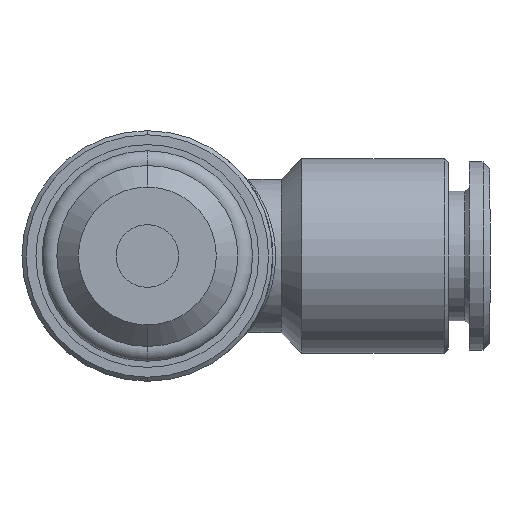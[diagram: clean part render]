
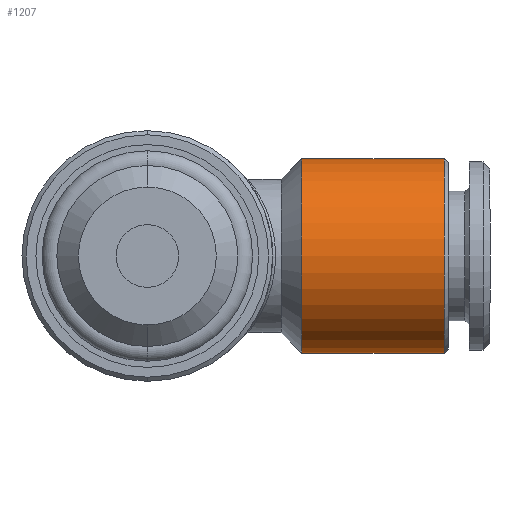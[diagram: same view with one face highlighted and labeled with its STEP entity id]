
A CAD part, front view. The second image highlights one B-rep face of the part: STEP entity #1207.
In plain terms, the highlighted cylindrical face has radius 7 mm (diameter 14 mm), a partial arc.
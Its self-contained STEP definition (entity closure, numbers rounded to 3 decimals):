
#87 = EDGE_CURVE ( 'NONE', #292, #284, #1426, .T. ) ;
#284 = VERTEX_POINT ( 'NONE', #2335 ) ;
#288 = EDGE_CURVE ( 'NONE', #297, #291, #2387, .T. ) ;
#291 = VERTEX_POINT ( 'NONE', #2328 ) ;
#292 = VERTEX_POINT ( 'NONE', #2327 ) ;
#297 = VERTEX_POINT ( 'NONE', #2340 ) ;
#1206 = EDGE_CURVE ( 'NONE', #291, #284, #4089, .T. ) ;
#1207 = ADVANCED_FACE ( 'NONE', ( #4084 ), #4081, .T. ) ;
#1208 = EDGE_LOOP ( 'NONE', ( #1221, #1222, #1271, #1272 ) ) ;
#1221 = ORIENTED_EDGE ( 'NONE', *, *, #288, .F. ) ;
#1222 = ORIENTED_EDGE ( 'NONE', *, *, #1223, .T. ) ;
#1223 = EDGE_CURVE ( 'NONE', #297, #292, #4151, .T. ) ;
#1271 = ORIENTED_EDGE ( 'NONE', *, *, #87, .T. ) ;
#1272 = ORIENTED_EDGE ( 'NONE', *, *, #1206, .F. ) ;
#1423 = DIRECTION ( 'NONE',  ( -1., 0., 0. ) ) ;
#1424 = VECTOR ( 'NONE', #1423, 1000. ) ;
#1425 = CARTESIAN_POINT ( 'NONE',  ( -5.577, 17.7, 7. ) ) ;
#1426 = LINE ( 'NONE', #1425, #1424 ) ;
#2327 = CARTESIAN_POINT ( 'NONE',  ( 21.3, 17.7, 7. ) ) ;
#2328 = CARTESIAN_POINT ( 'NONE',  ( 11.1, 17.7, -7. ) ) ;
#2331 = DIRECTION ( 'NONE',  ( -1., 0., 0. ) ) ;
#2332 = VECTOR ( 'NONE', #2331, 1000. ) ;
#2333 = CARTESIAN_POINT ( 'NONE',  ( -5.577, 17.7, -7. ) ) ;
#2335 = CARTESIAN_POINT ( 'NONE',  ( 11.1, 17.7, 7. ) ) ;
#2340 = CARTESIAN_POINT ( 'NONE',  ( 21.3, 17.7, -7. ) ) ;
#2387 = LINE ( 'NONE', #2333, #2332 ) ;
#4081 = CYLINDRICAL_SURFACE ( 'NONE', #4083, 7. ) ;
#4082 = CARTESIAN_POINT ( 'NONE',  ( -5.577, 17.7, 0. ) ) ;
#4083 = AXIS2_PLACEMENT_3D ( 'NONE', #4082, #4153, #4152 ) ;
#4084 = FACE_OUTER_BOUND ( 'NONE', #1208, .T. ) ;
#4085 = DIRECTION ( 'NONE',  ( 0., 0., 1. ) ) ;
#4086 = DIRECTION ( 'NONE',  ( -1., 0., 0. ) ) ;
#4087 = CARTESIAN_POINT ( 'NONE',  ( 11.1, 17.7, 0. ) ) ;
#4088 = AXIS2_PLACEMENT_3D ( 'NONE', #4087, #4086, #4085 ) ;
#4089 = CIRCLE ( 'NONE', #4088, 7. ) ;
#4147 = DIRECTION ( 'NONE',  ( 0., 0., 1. ) ) ;
#4148 = DIRECTION ( 'NONE',  ( -1., 0., 0. ) ) ;
#4149 = CARTESIAN_POINT ( 'NONE',  ( 21.3, 17.7, 0. ) ) ;
#4150 = AXIS2_PLACEMENT_3D ( 'NONE', #4149, #4148, #4147 ) ;
#4151 = CIRCLE ( 'NONE', #4150, 7. ) ;
#4152 = DIRECTION ( 'NONE',  ( 0., 0., 1. ) ) ;
#4153 = DIRECTION ( 'NONE',  ( -1., 0., 0. ) ) ;
